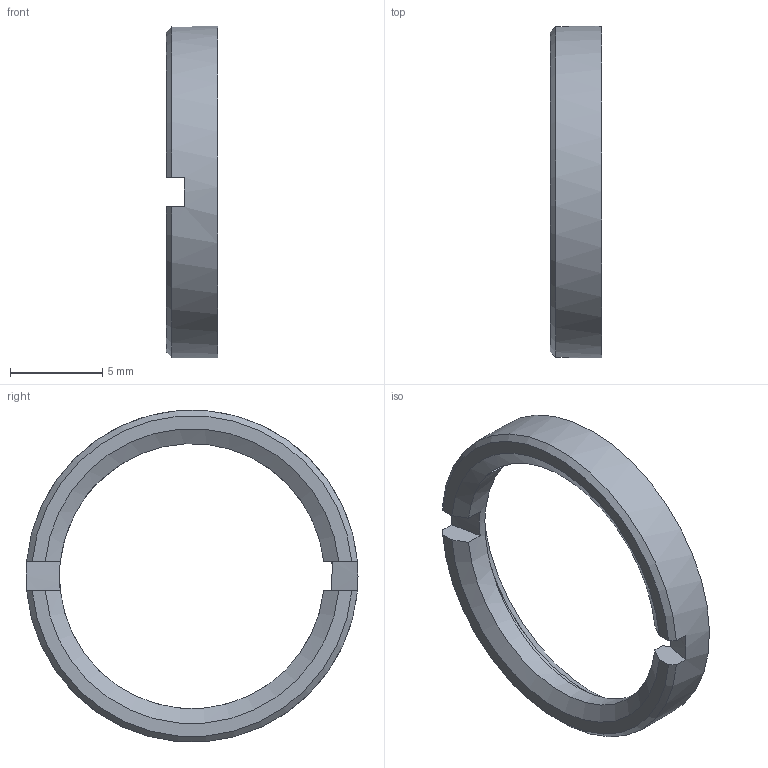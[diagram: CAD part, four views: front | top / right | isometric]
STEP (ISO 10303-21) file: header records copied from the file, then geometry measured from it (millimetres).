
FILE_DESCRIPTION(/* description */ (''),/* implementation_level */ '2;1');
FILE_NAME(/* name */ '01-5244-001.stp',/* time_stamp */ '2016-07-26T06:26:20+02:00',/* author */ ('Teilekonstruktion'),/* organization */ ('Franz Binder GmbH & Co.'),/* preprocessor_version */ 'ST-DEVELOPER v14',/* originating_system */ 'SIEMENS PLM Software NX 8.0',/* authorisation */ '');
FILE_SCHEMA (('AUTOMOTIVE_DESIGN { 1 0 10303 214 3 1 1 1 }'));
Length unit declared in the file: millimetre
Products named in the file (1): sgro14C43C10wmag
Bounding box: 2.8 x 18 x 17.98 mm (x, y, z)
Volume: 186 mm3; surface area: 440.7 mm2
Topology: 1 solids, 1 shells, 22 faces, 63 edges, 42 vertices
Faces by surface type: plane 8, cylinder 6, cone 6, bspline 2
Full cylindrical faces by diameter (mm): 18 x1
Entity records: 950 total; most frequent: CARTESIAN_POINT 406, ORIENTED_EDGE 114, DIRECTION 92, EDGE_CURVE 57, VERTEX_POINT 39, AXIS2_PLACEMENT_3D 39, EDGE_LOOP 26, B_SPLINE_CURVE_WITH_KNOTS 25
